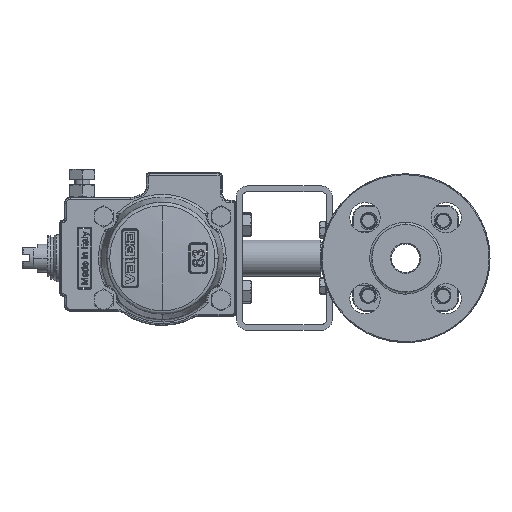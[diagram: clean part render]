
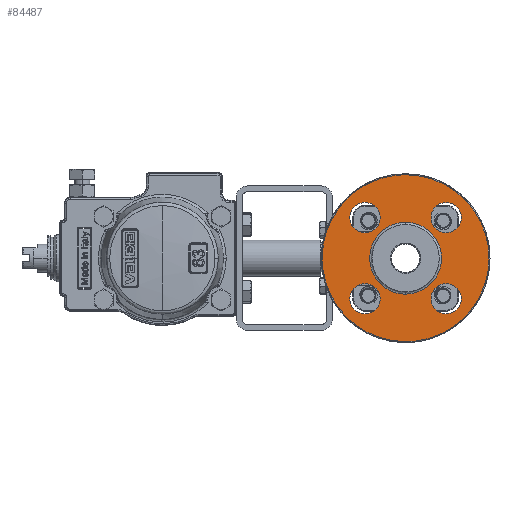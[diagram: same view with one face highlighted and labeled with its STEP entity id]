
A CAD part, left-side view. The second image highlights one B-rep face of the part: STEP entity #84487.
In plain terms, the highlighted planar face has unit normal (-1, 0, 0).
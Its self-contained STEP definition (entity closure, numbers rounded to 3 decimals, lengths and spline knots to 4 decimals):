
#4468 = FACE_BOUND ( 'NONE', #109782, .T. ) ;
#5027 = CARTESIAN_POINT ( 'NONE',  ( 0.0052, 1.1972, -0.7461 ) ) ;
#5347 = EDGE_CURVE ( 'NONE', #52795, #46865, #108040, .T. ) ;
#5417 = CARTESIAN_POINT ( 'NONE',  ( 0.0052, 1.1972, 0.7461 ) ) ;
#5610 = DIRECTION ( 'NONE',  ( 1., 0., 0. ) ) ;
#5717 = VERTEX_POINT ( 'NONE', #14688 ) ;
#5798 = ORIENTED_EDGE ( 'NONE', *, *, #90398, .T. ) ;
#6273 = CARTESIAN_POINT ( 'NONE',  ( 0.0052, 0.3551, -0.5272 ) ) ;
#8327 = CARTESIAN_POINT ( 'NONE',  ( 0.0052, 1.1972, -1.7323 ) ) ;
#8761 = EDGE_CURVE ( 'NONE', #46865, #52795, #18935, .T. ) ;
#10075 =( BOUNDED_CURVE ( )  B_SPLINE_CURVE ( 3, ( #59393, #113287, #86488, #32652 ),
 .UNSPECIFIED., .F., .F. ) 
 B_SPLINE_CURVE_WITH_KNOTS ( ( 4, 4 ),
 ( 0., 1. ),
 .UNSPECIFIED. ) 
 CURVE ( )  GEOMETRIC_REPRESENTATION_ITEM ( )  RATIONAL_B_SPLINE_CURVE ( ( 1., 0.333, 0.333, 1. ) ) 
 REPRESENTATION_ITEM ( '' )  );
#11665 = EDGE_LOOP ( 'NONE', ( #96097, #43995 ) ) ;
#14688 = CARTESIAN_POINT ( 'NONE',  ( 0.0052, 1.1972, -1.7323 ) ) ;
#16691 = EDGE_CURVE ( 'NONE', #75310, #37532, #58209, .T. ) ;
#18428 = CARTESIAN_POINT ( 'NONE',  ( 0.0052, 0.3551, 0.8421 ) ) ;
#18935 = CIRCLE ( 'NONE', #33993, 0.315 ) ;
#20648 = CARTESIAN_POINT ( 'NONE',  ( 0.0052, 2.0393, 1.1571 ) ) ;
#21722 = DIRECTION ( 'NONE',  ( 1., 0., 0. ) ) ;
#22020 = VERTEX_POINT ( 'NONE', #57016 ) ;
#22620 = CARTESIAN_POINT ( 'NONE',  ( 0.0052, 0.3551, -1.1571 ) ) ;
#24171 = DIRECTION ( 'NONE',  ( 1., 0., 0. ) ) ;
#25002 = EDGE_CURVE ( 'NONE', #44798, #65307, #68828, .T. ) ;
#27545 = DIRECTION ( 'NONE',  ( 0., 0., 1. ) ) ;
#27753 = AXIS2_PLACEMENT_3D ( 'NONE', #69497, #69743, #69882 ) ;
#28424 = FACE_BOUND ( 'NONE', #44341, .T. ) ;
#29846 = AXIS2_PLACEMENT_3D ( 'NONE', #18428, #81375, #27545 ) ;
#30827 = CARTESIAN_POINT ( 'NONE',  ( 0.0052, 2.6893, 0.7461 ) ) ;
#32265 = CARTESIAN_POINT ( 'NONE',  ( 0.0052, -0.2949, -0.7461 ) ) ;
#32420 = CARTESIAN_POINT ( 'NONE',  ( 0.0052, 2.6893, -0.7461 ) ) ;
#32466 = EDGE_LOOP ( 'NONE', ( #109734, #54783 ) ) ;
#32652 = CARTESIAN_POINT ( 'NONE',  ( 0.0052, 1.1972, 1.7323 ) ) ;
#33993 = AXIS2_PLACEMENT_3D ( 'NONE', #40234, #103141, #49262 ) ;
#34445 = AXIS2_PLACEMENT_3D ( 'NONE', #41088, #5610, #68578 ) ;
#35667 = CIRCLE ( 'NONE', #55747, 0.315 ) ;
#36158 = DIRECTION ( 'NONE',  ( 1., 0., 0. ) ) ;
#36761 = EDGE_CURVE ( 'NONE', #65307, #44798, #74249, .T. ) ;
#37532 = VERTEX_POINT ( 'NONE', #20648 ) ;
#37941 = EDGE_CURVE ( 'NONE', #22020, #91117, #89565, .T. ) ;
#38218 = ORIENTED_EDGE ( 'NONE', *, *, #16691, .T. ) ;
#40234 = CARTESIAN_POINT ( 'NONE',  ( 0.0052, 0.3551, -0.8421 ) ) ;
#41088 = CARTESIAN_POINT ( 'NONE',  ( 0.0052, 2.9492, 0. ) ) ;
#41467 = PLANE ( 'NONE',  #34445 ) ;
#41806 = CARTESIAN_POINT ( 'NONE',  ( 0.0052, 1.1972, 0.7461 ) ) ;
#43455 = CARTESIAN_POINT ( 'NONE',  ( 0.0052, 2.0393, -0.8421 ) ) ;
#43995 = ORIENTED_EDGE ( 'NONE', *, *, #64204, .F. ) ;
#44184 = CARTESIAN_POINT ( 'NONE',  ( 0.0052, -2.2673, 1.7323 ) ) ;
#44341 = EDGE_LOOP ( 'NONE', ( #114347, #38218 ) ) ;
#44798 = VERTEX_POINT ( 'NONE', #63431 ) ;
#46225 = ORIENTED_EDGE ( 'NONE', *, *, #113606, .F. ) ;
#46865 = VERTEX_POINT ( 'NONE', #22620 ) ;
#47781 = CARTESIAN_POINT ( 'NONE',  ( 0.0052, 2.0393, 0.5272 ) ) ;
#49262 = DIRECTION ( 'NONE',  ( 0., 0., 1. ) ) ;
#49760 = DIRECTION ( 'NONE',  ( 1., 0., 0. ) ) ;
#50787 = ORIENTED_EDGE ( 'NONE', *, *, #37941, .T. ) ;
#51791 = CARTESIAN_POINT ( 'NONE',  ( 0.0052, 0.3551, 0.5272 ) ) ;
#52371 = FACE_BOUND ( 'NONE', #32466, .T. ) ;
#52501 = DIRECTION ( 'NONE',  ( 0., 0., 1. ) ) ;
#52795 = VERTEX_POINT ( 'NONE', #6273 ) ;
#54783 = ORIENTED_EDGE ( 'NONE', *, *, #8761, .T. ) ;
#55747 = AXIS2_PLACEMENT_3D ( 'NONE', #103637, #49760, #112691 ) ;
#57016 = CARTESIAN_POINT ( 'NONE',  ( 0.0052, 2.0393, -1.1571 ) ) ;
#57199 = EDGE_CURVE ( 'NONE', #37532, #75310, #61064, .T. ) ;
#58199 = VERTEX_POINT ( 'NONE', #91325 ) ;
#58209 = CIRCLE ( 'NONE', #99924, 0.315 ) ;
#59386 = CARTESIAN_POINT ( 'NONE',  ( 0.0052, -0.2949, 0.7461 ) ) ;
#59393 = CARTESIAN_POINT ( 'NONE',  ( 0.0052, 1.1972, -1.7323 ) ) ;
#60200 = CARTESIAN_POINT ( 'NONE',  ( 0.0052, 2.0393, -0.5272 ) ) ;
#60446 =( BOUNDED_CURVE ( )  B_SPLINE_CURVE ( 3, ( #107068, #44184, #62246, #8327 ),
 .UNSPECIFIED., .F., .F. ) 
 B_SPLINE_CURVE_WITH_KNOTS ( ( 4, 4 ),
 ( 0., 1. ),
 .UNSPECIFIED. ) 
 CURVE ( )  GEOMETRIC_REPRESENTATION_ITEM ( )  RATIONAL_B_SPLINE_CURVE ( ( 1., 0.333, 0.333, 1. ) ) 
 REPRESENTATION_ITEM ( '' )  );
#61064 = CIRCLE ( 'NONE', #114314, 0.315 ) ;
#62246 = CARTESIAN_POINT ( 'NONE',  ( 0.0052, -2.2673, -1.7323 ) ) ;
#63431 = CARTESIAN_POINT ( 'NONE',  ( 0.0052, 0.3551, 1.1571 ) ) ;
#64204 = EDGE_CURVE ( 'NONE', #103509, #5717, #60446, .T. ) ;
#65307 = VERTEX_POINT ( 'NONE', #51791 ) ;
#67329 = EDGE_CURVE ( 'NONE', #70435, #58199, #90575, .T. ) ;
#68578 = DIRECTION ( 'NONE',  ( 0., 0., -1. ) ) ;
#68828 = CIRCLE ( 'NONE', #29846, 0.315 ) ;
#69497 = CARTESIAN_POINT ( 'NONE',  ( 0.0052, 0.3551, -0.8421 ) ) ;
#69743 = DIRECTION ( 'NONE',  ( 1., 0., 0. ) ) ;
#69882 = DIRECTION ( 'NONE',  ( 0., 0., 1. ) ) ;
#70435 = VERTEX_POINT ( 'NONE', #41806 ) ;
#73200 = EDGE_LOOP ( 'NONE', ( #5798, #50787 ) ) ;
#74249 = CIRCLE ( 'NONE', #114810, 0.315 ) ;
#75310 = VERTEX_POINT ( 'NONE', #47781 ) ;
#75621 = CARTESIAN_POINT ( 'NONE',  ( 0.0052, 0.3551, 0.8421 ) ) ;
#76295 = FACE_BOUND ( 'NONE', #73200, .T. ) ;
#77179 = CARTESIAN_POINT ( 'NONE',  ( 0.0052, 1.1972, 0.7461 ) ) ;
#77268 = ORIENTED_EDGE ( 'NONE', *, *, #36761, .T. ) ;
#78058 = CARTESIAN_POINT ( 'NONE',  ( 0.0052, 2.0393, 0.8421 ) ) ;
#79083 = FACE_OUTER_BOUND ( 'NONE', #11665, .T. ) ;
#81375 = DIRECTION ( 'NONE',  ( 1., 0., 0. ) ) ;
#84487 = ADVANCED_FACE ( 'NONE', ( #79083, #28424, #76295, #52371, #4468, #97371 ), #41467, .F. ) ;
#84643 = DIRECTION ( 'NONE',  ( 0., 0., 1. ) ) ;
#86488 = CARTESIAN_POINT ( 'NONE',  ( 0.0052, 4.6618, 1.7323 ) ) ;
#87104 = DIRECTION ( 'NONE',  ( 0., 0., 1. ) ) ;
#88490 = ORIENTED_EDGE ( 'NONE', *, *, #25002, .T. ) ;
#89565 = CIRCLE ( 'NONE', #114120, 0.315 ) ;
#89934 = CARTESIAN_POINT ( 'NONE',  ( 0.0052, 2.0393, 0.8421 ) ) ;
#90076 = EDGE_LOOP ( 'NONE', ( #46225, #108057 ) ) ;
#90398 = EDGE_CURVE ( 'NONE', #91117, #22020, #35667, .T. ) ;
#90575 =( BOUNDED_CURVE ( )  B_SPLINE_CURVE ( 3, ( #77179, #30827, #32420, #95257 ),
 .UNSPECIFIED., .F., .F. ) 
 B_SPLINE_CURVE_WITH_KNOTS ( ( 4, 4 ),
 ( 0., 1. ),
 .UNSPECIFIED. ) 
 CURVE ( )  GEOMETRIC_REPRESENTATION_ITEM ( )  RATIONAL_B_SPLINE_CURVE ( ( 1., 0.333, 0.333, 1. ) ) 
 REPRESENTATION_ITEM ( '' )  );
#90736 =( BOUNDED_CURVE ( )  B_SPLINE_CURVE ( 3, ( #5027, #32265, #59386, #5417 ),
 .UNSPECIFIED., .F., .F. ) 
 B_SPLINE_CURVE_WITH_KNOTS ( ( 4, 4 ),
 ( 0., 1. ),
 .UNSPECIFIED. ) 
 CURVE ( )  GEOMETRIC_REPRESENTATION_ITEM ( )  RATIONAL_B_SPLINE_CURVE ( ( 1., 0.333, 0.333, 1. ) ) 
 REPRESENTATION_ITEM ( '' )  );
#91117 = VERTEX_POINT ( 'NONE', #60200 ) ;
#91325 = CARTESIAN_POINT ( 'NONE',  ( 0.0052, 1.1972, -0.7461 ) ) ;
#95257 = CARTESIAN_POINT ( 'NONE',  ( 0.0052, 1.1972, -0.7461 ) ) ;
#96097 = ORIENTED_EDGE ( 'NONE', *, *, #111181, .F. ) ;
#97371 = FACE_BOUND ( 'NONE', #90076, .T. ) ;
#99025 = DIRECTION ( 'NONE',  ( 0., 0., 1. ) ) ;
#99924 = AXIS2_PLACEMENT_3D ( 'NONE', #89934, #36158, #99025 ) ;
#103141 = DIRECTION ( 'NONE',  ( 1., 0., 0. ) ) ;
#103509 = VERTEX_POINT ( 'NONE', #113963 ) ;
#103637 = CARTESIAN_POINT ( 'NONE',  ( 0.0052, 2.0393, -0.8421 ) ) ;
#106357 = DIRECTION ( 'NONE',  ( 1., 0., 0. ) ) ;
#107068 = CARTESIAN_POINT ( 'NONE',  ( 0.0052, 1.1972, 1.7323 ) ) ;
#108040 = CIRCLE ( 'NONE', #27753, 0.315 ) ;
#108057 = ORIENTED_EDGE ( 'NONE', *, *, #67329, .F. ) ;
#109734 = ORIENTED_EDGE ( 'NONE', *, *, #5347, .T. ) ;
#109782 = EDGE_LOOP ( 'NONE', ( #88490, #77268 ) ) ;
#111181 = EDGE_CURVE ( 'NONE', #5717, #103509, #10075, .T. ) ;
#112691 = DIRECTION ( 'NONE',  ( 0., 0., 1. ) ) ;
#113287 = CARTESIAN_POINT ( 'NONE',  ( 0.0052, 4.6618, -1.7323 ) ) ;
#113606 = EDGE_CURVE ( 'NONE', #58199, #70435, #90736, .T. ) ;
#113963 = CARTESIAN_POINT ( 'NONE',  ( 0.0052, 1.1972, 1.7323 ) ) ;
#114120 = AXIS2_PLACEMENT_3D ( 'NONE', #43455, #106357, #52501 ) ;
#114314 = AXIS2_PLACEMENT_3D ( 'NONE', #78058, #24171, #87104 ) ;
#114347 = ORIENTED_EDGE ( 'NONE', *, *, #57199, .T. ) ;
#114810 = AXIS2_PLACEMENT_3D ( 'NONE', #75621, #21722, #84643 ) ;
